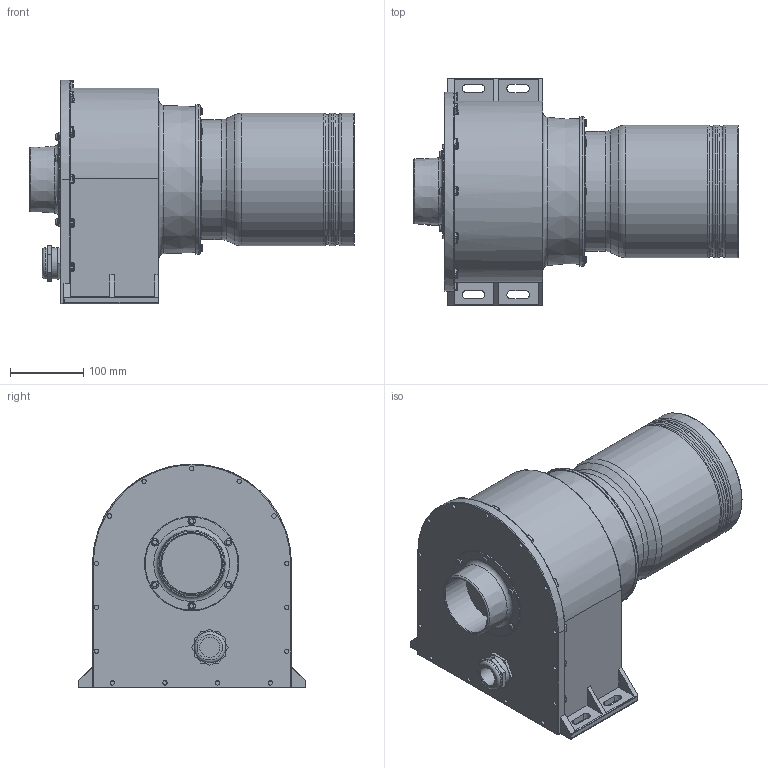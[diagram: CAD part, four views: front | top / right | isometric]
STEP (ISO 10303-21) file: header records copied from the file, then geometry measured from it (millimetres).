
FILE_DESCRIPTION( ( 'Unknown' ), '1' );
FILE_NAME( 'LE 40000.stp', '2008-05-08T13:53:12', ( 'Fabrizio Müller' ), ( 'Leister Process Technologies' ), 'XStep 1.0', 'Solid Edge V18', ' ' );
FILE_SCHEMA( ( 'automotive_design' ) );
Length unit declared in the file: millimetre
Products named in the file (1): LE40000HT
Bounding box: 444.27 x 311.65 x 306 mm (x, y, z)
Volume: 14830873.9 mm3; surface area: 745051 mm2
Topology: 1 solids, 1 shells, 1080 faces, 2894 edges, 1861 vertices
Faces by surface type: plane 697, cylinder 254, torus 107, bspline 16, cone 4, sphere 2
Full cylindrical faces by diameter (mm): 6 x15, 9.5 x8, 10 x6, 27.5 x1, 42.5 x1, 42.6 x1, 82 x1, 129 x1, 152.888 x1, 161 x2, 163.992 x1, 171.926 x1, 175.892 x3, 180.992 x3, 202.774 x1, 204.774 x1
Entity records: 42840 total; most frequent: CARTESIAN_POINT 6974, ORIENTED_EDGE 5518, DIRECTION 5401, EDGE_CURVE 2759, LINE 2105, VECTOR 2105, VERTEX_POINT 1822, AXIS2_PLACEMENT_3D 1648
